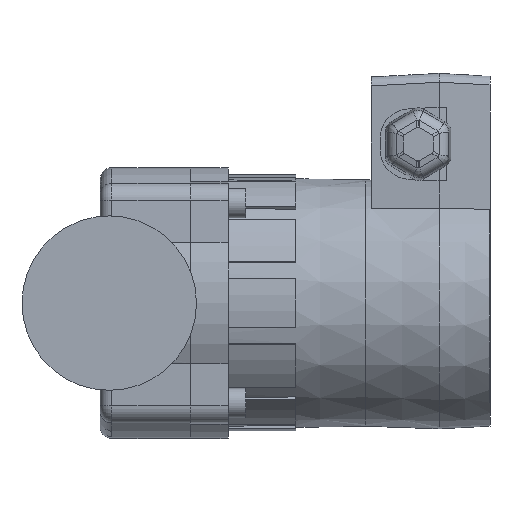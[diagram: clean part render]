
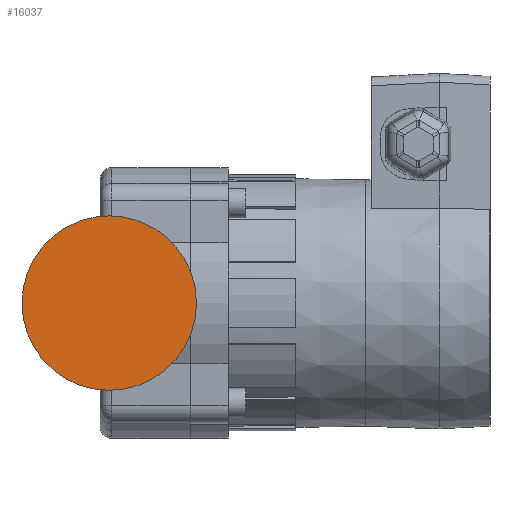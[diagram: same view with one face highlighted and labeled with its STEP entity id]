
A CAD part, front view. The second image highlights one B-rep face of the part: STEP entity #16037.
In plain terms, the highlighted planar face has unit normal (0, -1, 0).
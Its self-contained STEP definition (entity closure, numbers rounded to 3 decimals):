
#2436 = VERTEX_POINT ( 'NONE', #5576 ) ;
#2438 = EDGE_CURVE ( 'NONE', #2436, #2439, #5575, .T. ) ;
#2439 = VERTEX_POINT ( 'NONE', #5570 ) ;
#5570 = CARTESIAN_POINT ( 'NONE',  ( 0., -85., 2.125 ) ) ;
#5571 = DIRECTION ( 'NONE',  ( 0., 0., 1. ) ) ;
#5572 = DIRECTION ( 'NONE',  ( 0., 1., 0. ) ) ;
#5573 = CARTESIAN_POINT ( 'NONE',  ( 0., -85., -27.5 ) ) ;
#5574 = AXIS2_PLACEMENT_3D ( 'NONE', #5573, #5572, #5571 ) ;
#5575 = CIRCLE ( 'NONE', #5574, 29.625 ) ;
#5576 = CARTESIAN_POINT ( 'NONE',  ( 0., -85., -57.125 ) ) ;
#14075 = DIRECTION ( 'NONE',  ( 0., 0., 1. ) ) ;
#14076 = DIRECTION ( 'NONE',  ( 0., 1., 0. ) ) ;
#14077 = AXIS2_PLACEMENT_3D ( 'NONE', #14085, #14076, #14075 ) ;
#14078 = CIRCLE ( 'NONE', #14077, 29.625 ) ;
#14085 = CARTESIAN_POINT ( 'NONE',  ( 0., -85., -27.5 ) ) ;
#14345 = DIRECTION ( 'NONE',  ( 0., 0., 1. ) ) ;
#14346 = DIRECTION ( 'NONE',  ( 0., -1., 0. ) ) ;
#14347 = CARTESIAN_POINT ( 'NONE',  ( 0., -85., -27.5 ) ) ;
#14349 = AXIS2_PLACEMENT_3D ( 'NONE', #14347, #14346, #14345 ) ;
#14354 = FACE_OUTER_BOUND ( 'NONE', #16013, .T. ) ;
#14356 = PLANE ( 'NONE',  #14349 ) ;
#15853 = EDGE_CURVE ( 'NONE', #2439, #2436, #14078, .T. ) ;
#16013 = EDGE_LOOP ( 'NONE', ( #16014, #16017 ) ) ;
#16014 = ORIENTED_EDGE ( 'NONE', *, *, #15853, .F. ) ;
#16017 = ORIENTED_EDGE ( 'NONE', *, *, #2438, .F. ) ;
#16037 = ADVANCED_FACE ( 'NONE', ( #14354 ), #14356, .T. ) ;
